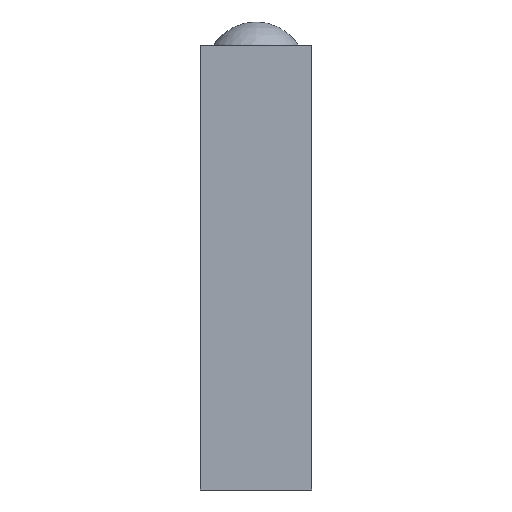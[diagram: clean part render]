
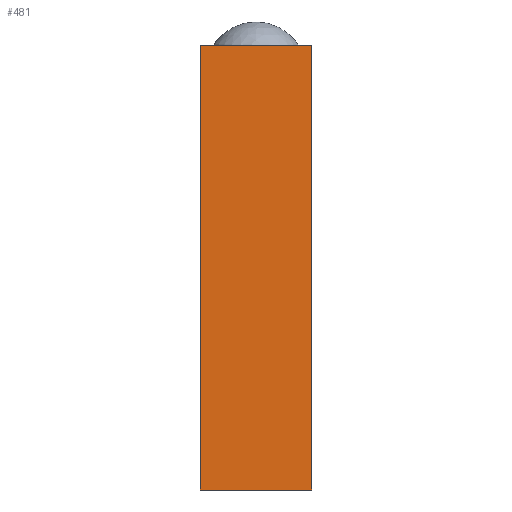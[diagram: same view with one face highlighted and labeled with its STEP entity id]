
A CAD part, left-side view. The second image highlights one B-rep face of the part: STEP entity #481.
In plain terms, the highlighted planar face has unit normal (-1, 0, 0).
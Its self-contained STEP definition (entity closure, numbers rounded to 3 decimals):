
#74=PLANE('',#555);
#98=FACE_OUTER_BOUND('',#130,.T.);
#130=EDGE_LOOP('',(#422,#423,#424,#425));
#167=LINE('',#800,#212);
#171=LINE('',#808,#216);
#174=LINE('',#814,#219);
#177=LINE('',#819,#222);
#212=VECTOR('',#651,10.);
#216=VECTOR('',#657,10.);
#219=VECTOR('',#662,10.);
#222=VECTOR('',#667,10.);
#264=VERTEX_POINT('',#798);
#265=VERTEX_POINT('',#799);
#268=VERTEX_POINT('',#807);
#270=VERTEX_POINT('',#813);
#314=EDGE_CURVE('',#264,#265,#167,.T.);
#318=EDGE_CURVE('',#268,#264,#171,.T.);
#321=EDGE_CURVE('',#270,#268,#174,.T.);
#324=EDGE_CURVE('',#265,#270,#177,.T.);
#422=ORIENTED_EDGE('',*,*,#324,.F.);
#423=ORIENTED_EDGE('',*,*,#314,.F.);
#424=ORIENTED_EDGE('',*,*,#318,.F.);
#425=ORIENTED_EDGE('',*,*,#321,.F.);
#481=ADVANCED_FACE('',(#98),#74,.F.);
#555=AXIS2_PLACEMENT_3D('',#822,#671,#672);
#651=DIRECTION('',(0.,1.,0.));
#657=DIRECTION('',(0.,0.,-1.));
#662=DIRECTION('',(0.,-1.,0.));
#667=DIRECTION('',(0.,0.,1.));
#671=DIRECTION('center_axis',(1.,0.,0.));
#672=DIRECTION('ref_axis',(0.,1.,0.));
#798=CARTESIAN_POINT('',(0.,-100.,-400.));
#799=CARTESIAN_POINT('',(0.,100.,-400.));
#800=CARTESIAN_POINT('',(0.,-100.,-400.));
#807=CARTESIAN_POINT('',(0.,-100.,400.));
#808=CARTESIAN_POINT('',(0.,-100.,400.));
#813=CARTESIAN_POINT('',(0.,100.,400.));
#814=CARTESIAN_POINT('',(0.,100.,400.));
#819=CARTESIAN_POINT('',(0.,100.,-400.));
#822=CARTESIAN_POINT('Origin',(0.,0.,0.));
